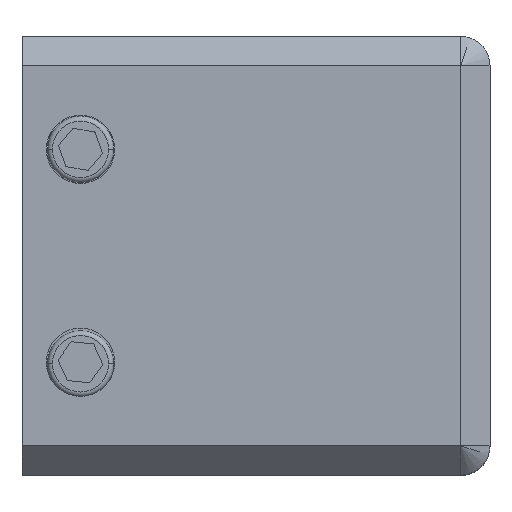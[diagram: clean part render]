
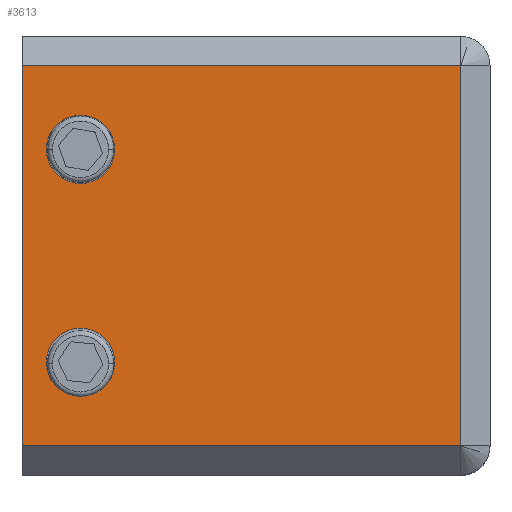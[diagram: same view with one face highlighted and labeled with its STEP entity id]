
A CAD part, top view. The second image highlights one B-rep face of the part: STEP entity #3613.
In plain terms, the highlighted planar face has unit normal (0, 0, 1).
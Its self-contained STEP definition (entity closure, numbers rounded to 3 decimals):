
#26 = VERTEX_POINT ( 'NONE', #1857 ) ;
#112 = DIRECTION ( 'NONE',  ( 0., 1., 0. ) ) ;
#391 = CIRCLE ( 'NONE', #2639, 3.5 ) ;
#438 = VERTEX_POINT ( 'NONE', #1906 ) ;
#507 = LINE ( 'NONE', #527, #2312 ) ;
#509 = FACE_OUTER_BOUND ( 'NONE', #3158, .T. ) ;
#527 = CARTESIAN_POINT ( 'NONE',  ( -3., -19.5, 13.5 ) ) ;
#563 = ORIENTED_EDGE ( 'NONE', *, *, #1005, .F. ) ;
#715 = VECTOR ( 'NONE', #112, 1000. ) ;
#853 = DIRECTION ( 'NONE',  ( 0., 0., 1. ) ) ;
#894 = CARTESIAN_POINT ( 'NONE',  ( -42., 10.919, 13.5 ) ) ;
#986 = CARTESIAN_POINT ( 'NONE',  ( -42., -10.919, 13.5 ) ) ;
#1005 = EDGE_CURVE ( 'NONE', #1150, #3417, #1089, .T. ) ;
#1068 = AXIS2_PLACEMENT_3D ( 'NONE', #986, #2255, #1361 ) ;
#1081 = EDGE_CURVE ( 'NONE', #438, #3523, #3481, .T. ) ;
#1089 = LINE ( 'NONE', #2955, #715 ) ;
#1130 = EDGE_CURVE ( 'NONE', #1150, #3060, #507, .T. ) ;
#1150 = VERTEX_POINT ( 'NONE', #1439 ) ;
#1219 = EDGE_CURVE ( 'NONE', #26, #3684, #391, .T. ) ;
#1361 = DIRECTION ( 'NONE',  ( 1., 0., 0. ) ) ;
#1439 = CARTESIAN_POINT ( 'NONE',  ( -48., -19.5, 13.5 ) ) ;
#1443 = FACE_BOUND ( 'NONE', #3566, .T. ) ;
#1504 = DIRECTION ( 'NONE',  ( 1., 0., 0. ) ) ;
#1507 = PLANE ( 'NONE',  #2588 ) ;
#1553 = DIRECTION ( 'NONE',  ( 0., 0., 1. ) ) ;
#1559 = VERTEX_POINT ( 'NONE', #1728 ) ;
#1580 = CARTESIAN_POINT ( 'NONE',  ( -42., 10.919, 13.5 ) ) ;
#1601 = LINE ( 'NONE', #3788, #3759 ) ;
#1681 = CARTESIAN_POINT ( 'NONE',  ( -3., -19.5, 13.5 ) ) ;
#1714 = AXIS2_PLACEMENT_3D ( 'NONE', #3652, #853, #4004 ) ;
#1728 = CARTESIAN_POINT ( 'NONE',  ( -3., 19.5, 13.5 ) ) ;
#1796 = CIRCLE ( 'NONE', #1068, 3.5 ) ;
#1811 = ORIENTED_EDGE ( 'NONE', *, *, #1130, .T. ) ;
#1839 = ORIENTED_EDGE ( 'NONE', *, *, #1081, .F. ) ;
#1855 = ORIENTED_EDGE ( 'NONE', *, *, #2073, .T. ) ;
#1857 = CARTESIAN_POINT ( 'NONE',  ( -45.5, 10.919, 13.5 ) ) ;
#1861 = CARTESIAN_POINT ( 'NONE',  ( -38.5, 10.919, 13.5 ) ) ;
#1906 = CARTESIAN_POINT ( 'NONE',  ( -45.5, -10.919, 13.5 ) ) ;
#2043 = EDGE_LOOP ( 'NONE', ( #3332, #1839 ) ) ;
#2073 = EDGE_CURVE ( 'NONE', #3060, #1559, #2355, .T. ) ;
#2094 = ORIENTED_EDGE ( 'NONE', *, *, #1219, .F. ) ;
#2255 = DIRECTION ( 'NONE',  ( 0., 0., 1. ) ) ;
#2312 = VECTOR ( 'NONE', #1504, 1000. ) ;
#2355 = LINE ( 'NONE', #2727, #3803 ) ;
#2462 = DIRECTION ( 'NONE',  ( 1., 0., 0. ) ) ;
#2528 = DIRECTION ( 'NONE',  ( 0., 0., 1. ) ) ;
#2557 = DIRECTION ( 'NONE',  ( -1., 0., 0. ) ) ;
#2584 = AXIS2_PLACEMENT_3D ( 'NONE', #1580, #2528, #3498 ) ;
#2588 = AXIS2_PLACEMENT_3D ( 'NONE', #3657, #2759, #2462 ) ;
#2639 = AXIS2_PLACEMENT_3D ( 'NONE', #894, #1553, #4066 ) ;
#2715 = CIRCLE ( 'NONE', #2584, 3.5 ) ;
#2727 = CARTESIAN_POINT ( 'NONE',  ( -3., 19.5, 13.5 ) ) ;
#2759 = DIRECTION ( 'NONE',  ( 0., 0., 1. ) ) ;
#2955 = CARTESIAN_POINT ( 'NONE',  ( -48., -39., 13.5 ) ) ;
#3049 = ORIENTED_EDGE ( 'NONE', *, *, #3341, .F. ) ;
#3060 = VERTEX_POINT ( 'NONE', #1681 ) ;
#3064 = FACE_BOUND ( 'NONE', #2043, .T. ) ;
#3158 = EDGE_LOOP ( 'NONE', ( #563, #1811, #1855, #3697 ) ) ;
#3272 = CARTESIAN_POINT ( 'NONE',  ( -38.5, -10.919, 13.5 ) ) ;
#3332 = ORIENTED_EDGE ( 'NONE', *, *, #3400, .F. ) ;
#3341 = EDGE_CURVE ( 'NONE', #3684, #26, #2715, .T. ) ;
#3370 = EDGE_CURVE ( 'NONE', #1559, #3417, #1601, .T. ) ;
#3400 = EDGE_CURVE ( 'NONE', #3523, #438, #1796, .T. ) ;
#3417 = VERTEX_POINT ( 'NONE', #3908 ) ;
#3481 = CIRCLE ( 'NONE', #1714, 3.5 ) ;
#3498 = DIRECTION ( 'NONE',  ( 1., 0., 0. ) ) ;
#3523 = VERTEX_POINT ( 'NONE', #3272 ) ;
#3566 = EDGE_LOOP ( 'NONE', ( #3049, #2094 ) ) ;
#3613 = ADVANCED_FACE ( 'NONE', ( #1443, #3064, #509 ), #1507, .T. ) ;
#3652 = CARTESIAN_POINT ( 'NONE',  ( -42., -10.919, 13.5 ) ) ;
#3657 = CARTESIAN_POINT ( 'NONE',  ( 0., 0., 13.5 ) ) ;
#3684 = VERTEX_POINT ( 'NONE', #1861 ) ;
#3697 = ORIENTED_EDGE ( 'NONE', *, *, #3370, .T. ) ;
#3759 = VECTOR ( 'NONE', #2557, 1000. ) ;
#3788 = CARTESIAN_POINT ( 'NONE',  ( -48., 19.5, 13.5 ) ) ;
#3803 = VECTOR ( 'NONE', #3969, 1000. ) ;
#3908 = CARTESIAN_POINT ( 'NONE',  ( -48., 19.5, 13.5 ) ) ;
#3969 = DIRECTION ( 'NONE',  ( 0., 1., 0. ) ) ;
#4004 = DIRECTION ( 'NONE',  ( 1., 0., 0. ) ) ;
#4066 = DIRECTION ( 'NONE',  ( 1., 0., 0. ) ) ;
